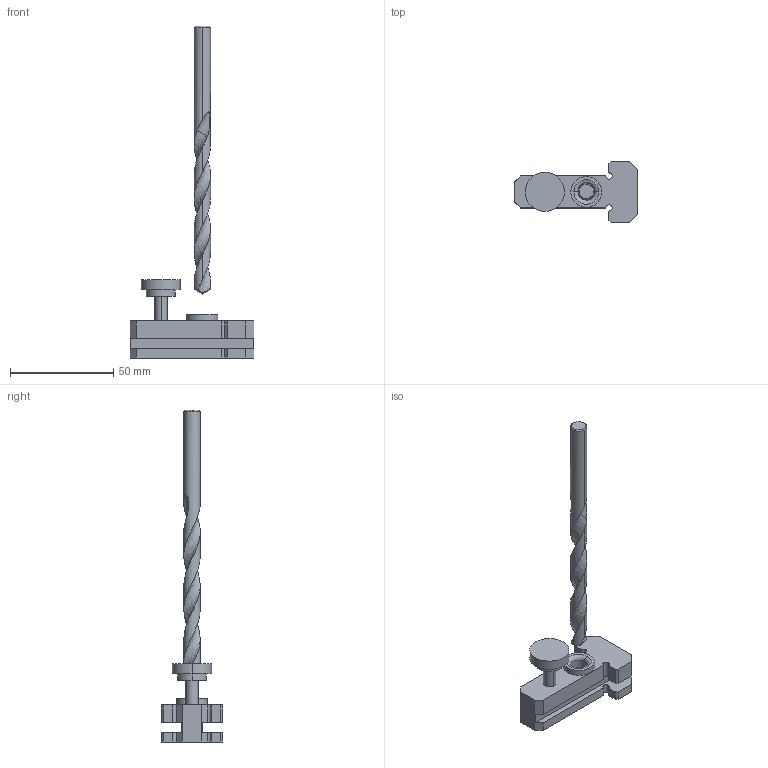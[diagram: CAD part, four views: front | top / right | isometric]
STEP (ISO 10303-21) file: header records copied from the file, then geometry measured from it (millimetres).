
FILE_DESCRIPTION(('Creo Elements/Direct Modeling STEP Export'),'2;1');
FILE_NAME('33.0360_Bohrlehrensatz-MMS-33_Verbinder-MMS-33.stp','2022-03-18T13:58:35',(''),(''),'PTC Creo Elements/Direct Modeling STEP processor for AP214 (Solid Model)','PTC Creo Elements/Direct Modeling 19.0C 15-Aug-2015 (C) Parametric Technology GmbH','');
FILE_SCHEMA(('AUTOMOTIVE_DESIGN { 1 0 10303 214 1 1 1 1 }'));
Length unit declared in the file: millimetre
Products named in the file (6): Alubohrer-_8mm_96.7026_PX175542; Zylinderschraube-DIN912_M6x30-8.8-verz_10404_PX175548; Bundbohrbuchse-DIN172_A0800x12-812-10_14165_PX175543; Lehrenkörper_Bohrlehre-MMS-33_283921_PX176228; Rändelschraubenkopf_M6-schwarz_12179_PX175546; Bohrlehre-MMS-33_Verbinder-MMS-33_33.0360_PX176229
Assembly tree (5 placements, depth 2):
  Bohrlehre-MMS-33_Verbinder-MMS-33_33.0360_PX176229
    Rändelschraubenkopf_M6-schwarz_12179_PX175546
    Lehrenkörper_Bohrlehre-MMS-33_283921_PX176228
    Bundbohrbuchse-DIN172_A0800x12-812-10_14165_PX175543
    Zylinderschraube-DIN912_M6x30-8.8-verz_10404_PX175548
    Alubohrer-_8mm_96.7026_PX175542
Bounding box: 60 x 30 x 161 mm (x, y, z)
Volume: 23609.9 mm3; surface area: 13211.4 mm2
Topology: 5 solids, 5 shells, 115 faces, 287 edges, 186 vertices
Faces by surface type: plane 51, cylinder 40, cone 16, torus 6, bspline 2
Entity records: 7655 total; most frequent: CARTESIAN_POINT 4852, ORIENTED_EDGE 570, DIRECTION 466, EDGE_CURVE 285, VERTEX_POINT 186, AXIS2_PLACEMENT_3D 156, VECTOR 154, LINE 154
